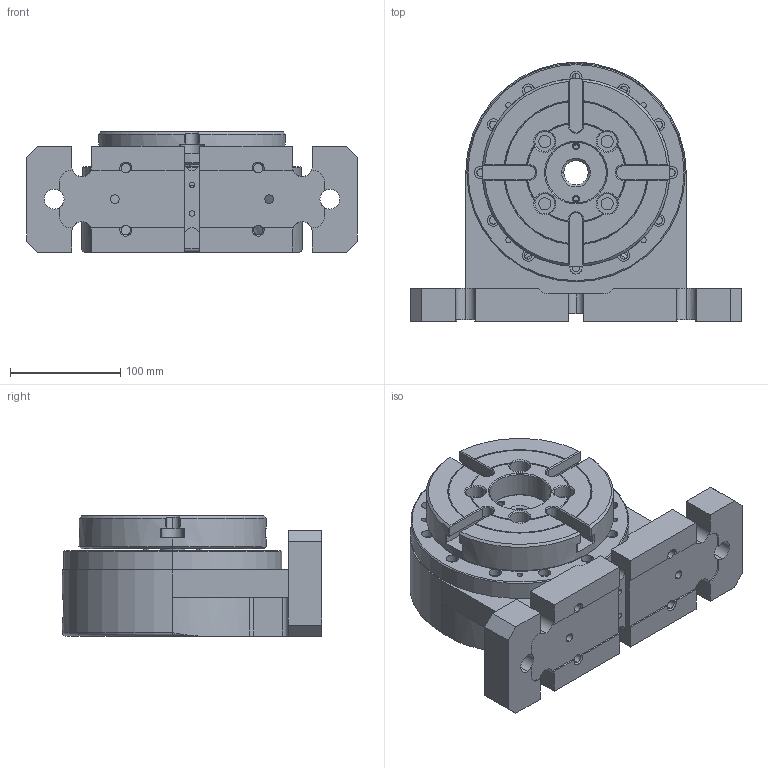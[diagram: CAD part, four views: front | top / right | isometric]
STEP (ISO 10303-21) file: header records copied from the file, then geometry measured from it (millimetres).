
FILE_DESCRIPTION (( 'STEP AP203' ), '1' );
FILE_NAME ('AE-170（中心高135）外形尺寸.STEP', '2024-02-26T02:47:38', ( '' ), ( '' ), 'SwSTEP 2.0', 'SolidWorks 2020', '' );
FILE_SCHEMA (( 'CONFIG_CONTROL_DESIGN' ));
Length unit declared in the file: millimetre
Products named in the file (1): AE-170（中心高135）外形尺寸
Bounding box: 300 x 235 x 109 mm (x, y, z)
Surface area: 266809.5 mm2 (no closed solid volume)
Topology: 0 solids, 7 shells, 396 faces, 1131 edges, 755 vertices
Faces by surface type: cylinder 159, plane 149, cone 81, torus 7
Entity records: 13515 total; most frequent: CARTESIAN_POINT 2772, DIRECTION 2355, ORIENTED_EDGE 2116, EDGE_CURVE 1131, AXIS2_PLACEMENT_3D 919, VERTEX_POINT 755, CIRCLE 522, LINE 517
